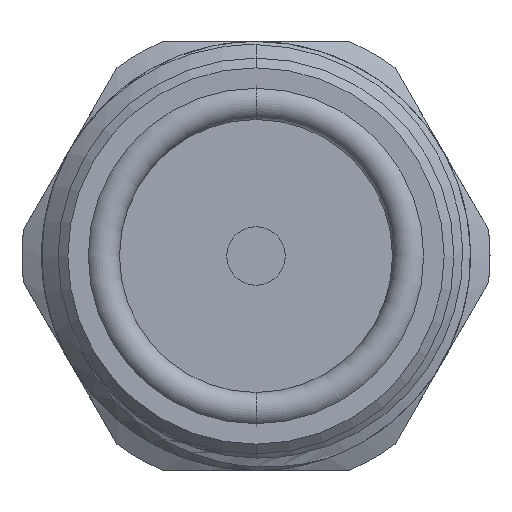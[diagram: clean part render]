
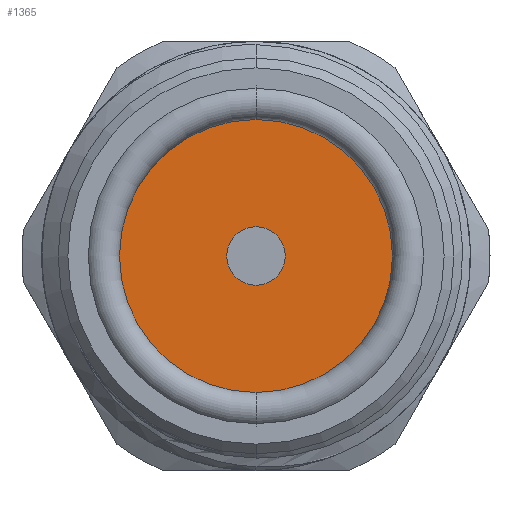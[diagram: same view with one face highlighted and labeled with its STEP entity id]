
A CAD part, front view. The second image highlights one B-rep face of the part: STEP entity #1365.
In plain terms, the highlighted planar face has unit normal (0, -1, 0).
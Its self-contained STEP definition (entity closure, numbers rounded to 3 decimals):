
#9 = AXIS2_PLACEMENT_3D ( 'NONE', #2555, #50, #2975 ) ;
#50 = DIRECTION ( 'NONE',  ( 0., -1., 0. ) ) ;
#110 = ORIENTED_EDGE ( 'NONE', *, *, #2787, .F. ) ;
#170 = AXIS2_PLACEMENT_3D ( 'NONE', #477, #3413, #890 ) ;
#206 = FACE_BOUND ( 'NONE', #1596, .T. ) ;
#374 = CIRCLE ( 'NONE', #1228, 1.5 ) ;
#412 = DIRECTION ( 'NONE',  ( 0., -1., 0. ) ) ;
#477 = CARTESIAN_POINT ( 'NONE',  ( 0., -5.6, 0. ) ) ;
#677 = DIRECTION ( 'NONE',  ( 0., -1., 0. ) ) ;
#890 = DIRECTION ( 'NONE',  ( 0., 0., -1. ) ) ;
#1009 = EDGE_CURVE ( 'NONE', #2119, #1503, #1236, .T. ) ;
#1038 = ORIENTED_EDGE ( 'NONE', *, *, #1009, .T. ) ;
#1096 = EDGE_LOOP ( 'NONE', ( #1038, #3534 ) ) ;
#1228 = AXIS2_PLACEMENT_3D ( 'NONE', #4867, #2326, #5290 ) ;
#1236 = CIRCLE ( 'NONE', #4271, 8.6 ) ;
#1365 = ADVANCED_FACE ( 'NONE', ( #206, #1445 ), #5456, .T. ) ;
#1445 = FACE_OUTER_BOUND ( 'NONE', #1096, .T. ) ;
#1503 = VERTEX_POINT ( 'NONE', #3473 ) ;
#1504 = CIRCLE ( 'NONE', #170, 1.5 ) ;
#1596 = EDGE_LOOP ( 'NONE', ( #2687, #110 ) ) ;
#2119 = VERTEX_POINT ( 'NONE', #2922 ) ;
#2326 = DIRECTION ( 'NONE',  ( 0., -1., 0. ) ) ;
#2329 = VERTEX_POINT ( 'NONE', #2697 ) ;
#2445 = VERTEX_POINT ( 'NONE', #3168 ) ;
#2555 = CARTESIAN_POINT ( 'NONE',  ( 0., -5.6, 0. ) ) ;
#2687 = ORIENTED_EDGE ( 'NONE', *, *, #4295, .F. ) ;
#2697 = CARTESIAN_POINT ( 'NONE',  ( 0., -5.6, 1.5 ) ) ;
#2787 = EDGE_CURVE ( 'NONE', #2329, #2445, #374, .T. ) ;
#2878 = CIRCLE ( 'NONE', #9, 8.6 ) ;
#2922 = CARTESIAN_POINT ( 'NONE',  ( 0., -5.6, -8.6 ) ) ;
#2975 = DIRECTION ( 'NONE',  ( 0., 0., -1. ) ) ;
#3168 = CARTESIAN_POINT ( 'NONE',  ( 0., -5.6, -1.5 ) ) ;
#3199 = CARTESIAN_POINT ( 'NONE',  ( 0., -5.6, 0. ) ) ;
#3354 = DIRECTION ( 'NONE',  ( 0., 0., -1. ) ) ;
#3413 = DIRECTION ( 'NONE',  ( 0., -1., 0. ) ) ;
#3473 = CARTESIAN_POINT ( 'NONE',  ( 0., -5.6, 8.6 ) ) ;
#3534 = ORIENTED_EDGE ( 'NONE', *, *, #4571, .T. ) ;
#3629 = DIRECTION ( 'NONE',  ( 0., 0., -1. ) ) ;
#3764 = CARTESIAN_POINT ( 'NONE',  ( 0., -5.6, 0. ) ) ;
#4271 = AXIS2_PLACEMENT_3D ( 'NONE', #3199, #677, #3629 ) ;
#4295 = EDGE_CURVE ( 'NONE', #2445, #2329, #1504, .T. ) ;
#4571 = EDGE_CURVE ( 'NONE', #1503, #2119, #2878, .T. ) ;
#4867 = CARTESIAN_POINT ( 'NONE',  ( 0., -5.6, 0. ) ) ;
#5007 = AXIS2_PLACEMENT_3D ( 'NONE', #3764, #412, #3354 ) ;
#5290 = DIRECTION ( 'NONE',  ( 0., 0., -1. ) ) ;
#5456 = PLANE ( 'NONE',  #5007 ) ;
